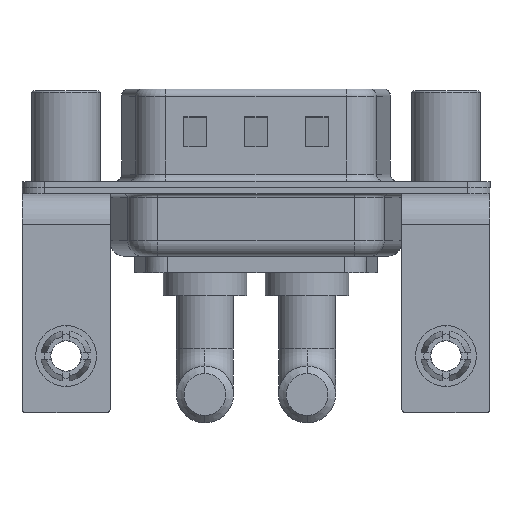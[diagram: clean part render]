
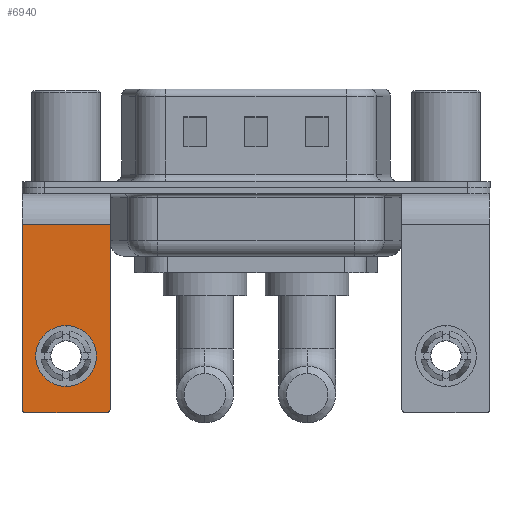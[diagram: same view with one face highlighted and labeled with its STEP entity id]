
A CAD part, front view. The second image highlights one B-rep face of the part: STEP entity #6940.
In plain terms, the highlighted planar face has unit normal (0, -1, 0).
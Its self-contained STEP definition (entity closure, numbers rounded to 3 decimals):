
#40 = CARTESIAN_POINT ( 'NONE',  ( 2.9, -6.25, -14.55 ) ) ;
#824 = LINE ( 'NONE', #15119, #18356 ) ;
#984 = CARTESIAN_POINT ( 'NONE',  ( -2.65, -6.25, -14.55 ) ) ;
#1002 = AXIS2_PLACEMENT_3D ( 'NONE', #17885, #5433, #5071 ) ;
#1051 = CIRCLE ( 'NONE', #2839, 2. ) ;
#1087 = FACE_BOUND ( 'NONE', #11840, .T. ) ;
#2010 = ORIENTED_EDGE ( 'NONE', *, *, #13037, .F. ) ;
#2136 = CARTESIAN_POINT ( 'NONE',  ( 0., -6.25, -9.07 ) ) ;
#2144 = DIRECTION ( 'NONE',  ( 0., 0., 1. ) ) ;
#2282 = AXIS2_PLACEMENT_3D ( 'NONE', #984, #5191, #9820 ) ;
#2295 = VERTEX_POINT ( 'NONE', #10987 ) ;
#2839 = AXIS2_PLACEMENT_3D ( 'NONE', #16997, #17081, #12591 ) ;
#2931 = AXIS2_PLACEMENT_3D ( 'NONE', #14942, #13625, #2144 ) ;
#3399 = VERTEX_POINT ( 'NONE', #7292 ) ;
#3706 = DIRECTION ( 'NONE',  ( 0., 0., -1. ) ) ;
#3729 = VERTEX_POINT ( 'NONE', #2136 ) ;
#3851 = CARTESIAN_POINT ( 'NONE',  ( 2.65, -6.25, -14.8 ) ) ;
#4104 = ORIENTED_EDGE ( 'NONE', *, *, #18324, .T. ) ;
#4386 = EDGE_CURVE ( 'NONE', #8799, #3399, #11509, .T. ) ;
#4481 = VERTEX_POINT ( 'NONE', #18439 ) ;
#4853 = VECTOR ( 'NONE', #3706, 1000. ) ;
#5071 = DIRECTION ( 'NONE',  ( 0., 0., 1. ) ) ;
#5158 = CARTESIAN_POINT ( 'NONE',  ( -2.9, -6.25, -2.4 ) ) ;
#5191 = DIRECTION ( 'NONE',  ( 0., -1., 0. ) ) ;
#5198 = PLANE ( 'NONE',  #10386 ) ;
#5283 = ORIENTED_EDGE ( 'NONE', *, *, #8066, .F. ) ;
#5433 = DIRECTION ( 'NONE',  ( 0., -1., 0. ) ) ;
#5470 = LINE ( 'NONE', #9750, #4853 ) ;
#5985 = EDGE_CURVE ( 'NONE', #4481, #15233, #12522, .T. ) ;
#6249 = EDGE_CURVE ( 'NONE', #2295, #3729, #8598, .T. ) ;
#6787 = VECTOR ( 'NONE', #18156, 1000. ) ;
#6940 = ADVANCED_FACE ( 'NONE', ( #1087, #8378 ), #5198, .F. ) ;
#7292 = CARTESIAN_POINT ( 'NONE',  ( -2.65, -6.25, -14.8 ) ) ;
#8066 = EDGE_CURVE ( 'NONE', #15342, #3399, #15849, .T. ) ;
#8378 = FACE_OUTER_BOUND ( 'NONE', #13518, .T. ) ;
#8469 = CARTESIAN_POINT ( 'NONE',  ( 2.9, -6.25, -2.4 ) ) ;
#8598 = CIRCLE ( 'NONE', #2931, 2. ) ;
#8742 = CARTESIAN_POINT ( 'NONE',  ( 2.9, -6.25, -14.8 ) ) ;
#8799 = VERTEX_POINT ( 'NONE', #11930 ) ;
#9215 = VERTEX_POINT ( 'NONE', #40 ) ;
#9750 = CARTESIAN_POINT ( 'NONE',  ( 2.9, -6.25, -2.4 ) ) ;
#9820 = DIRECTION ( 'NONE',  ( 0., 0., 1. ) ) ;
#10386 = AXIS2_PLACEMENT_3D ( 'NONE', #8469, #14054, #13959 ) ;
#10691 = ORIENTED_EDGE ( 'NONE', *, *, #5985, .T. ) ;
#10813 = DIRECTION ( 'NONE',  ( 0., 0., -1. ) ) ;
#10987 = CARTESIAN_POINT ( 'NONE',  ( 0., -6.25, -13.07 ) ) ;
#11509 = CIRCLE ( 'NONE', #2282, 0.25 ) ;
#11815 = DIRECTION ( 'NONE',  ( -1., 0., 0. ) ) ;
#11840 = EDGE_LOOP ( 'NONE', ( #14619, #13835 ) ) ;
#11930 = CARTESIAN_POINT ( 'NONE',  ( -2.9, -6.25, -14.55 ) ) ;
#12238 = ORIENTED_EDGE ( 'NONE', *, *, #15231, .T. ) ;
#12522 = LINE ( 'NONE', #13917, #6787 ) ;
#12591 = DIRECTION ( 'NONE',  ( 0., 0., 1. ) ) ;
#13037 = EDGE_CURVE ( 'NONE', #4481, #9215, #5470, .T. ) ;
#13518 = EDGE_LOOP ( 'NONE', ( #4104, #14894, #5283, #12238, #2010, #10691 ) ) ;
#13625 = DIRECTION ( 'NONE',  ( 0., 1., 0. ) ) ;
#13835 = ORIENTED_EDGE ( 'NONE', *, *, #15943, .T. ) ;
#13917 = CARTESIAN_POINT ( 'NONE',  ( 2.9, -6.25, -2.4 ) ) ;
#13959 = DIRECTION ( 'NONE',  ( 0., 0., 1. ) ) ;
#14054 = DIRECTION ( 'NONE',  ( 0., 1., 0. ) ) ;
#14112 = CIRCLE ( 'NONE', #1002, 0.25 ) ;
#14619 = ORIENTED_EDGE ( 'NONE', *, *, #6249, .T. ) ;
#14894 = ORIENTED_EDGE ( 'NONE', *, *, #4386, .T. ) ;
#14942 = CARTESIAN_POINT ( 'NONE',  ( 0., -6.25, -11.07 ) ) ;
#15119 = CARTESIAN_POINT ( 'NONE',  ( -2.9, -6.25, -2.4 ) ) ;
#15231 = EDGE_CURVE ( 'NONE', #15342, #9215, #14112, .T. ) ;
#15233 = VERTEX_POINT ( 'NONE', #5158 ) ;
#15342 = VERTEX_POINT ( 'NONE', #3851 ) ;
#15807 = VECTOR ( 'NONE', #11815, 1000. ) ;
#15849 = LINE ( 'NONE', #8742, #15807 ) ;
#15943 = EDGE_CURVE ( 'NONE', #3729, #2295, #1051, .T. ) ;
#16997 = CARTESIAN_POINT ( 'NONE',  ( 0., -6.25, -11.07 ) ) ;
#17081 = DIRECTION ( 'NONE',  ( 0., 1., 0. ) ) ;
#17885 = CARTESIAN_POINT ( 'NONE',  ( 2.65, -6.25, -14.55 ) ) ;
#18156 = DIRECTION ( 'NONE',  ( -1., 0., 0. ) ) ;
#18324 = EDGE_CURVE ( 'NONE', #15233, #8799, #824, .T. ) ;
#18356 = VECTOR ( 'NONE', #10813, 1000. ) ;
#18439 = CARTESIAN_POINT ( 'NONE',  ( 2.9, -6.25, -2.4 ) ) ;
